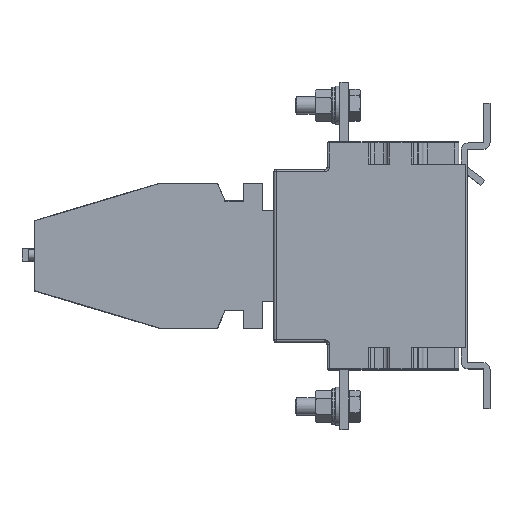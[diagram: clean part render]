
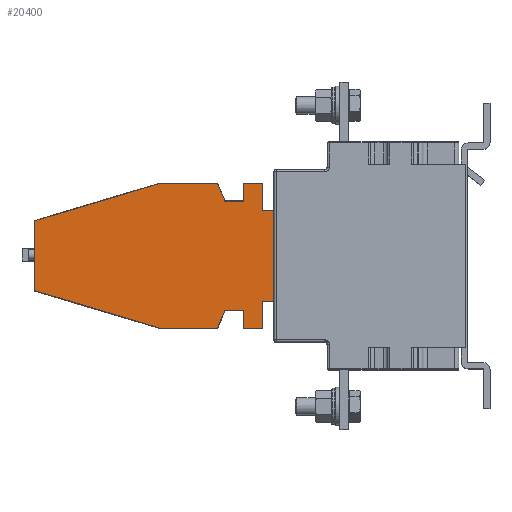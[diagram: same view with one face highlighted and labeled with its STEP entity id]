
A CAD part, top view. The second image highlights one B-rep face of the part: STEP entity #20400.
In plain terms, the highlighted planar face has unit normal (0, 0, 1).
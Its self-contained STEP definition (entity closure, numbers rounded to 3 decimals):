
#1052 = ORIENTED_EDGE ( 'NONE', *, *, #26848, .F. ) ;
#1826 = ORIENTED_EDGE ( 'NONE', *, *, #44748, .F. ) ;
#2006 = LINE ( 'NONE', #33494, #42294 ) ;
#2437 = VERTEX_POINT ( 'NONE', #14797 ) ;
#2600 = VECTOR ( 'NONE', #21278, 1000. ) ;
#3053 = EDGE_CURVE ( 'NONE', #46472, #7519, #13904, .T. ) ;
#3871 = ORIENTED_EDGE ( 'NONE', *, *, #17017, .F. ) ;
#4202 = ORIENTED_EDGE ( 'NONE', *, *, #29857, .F. ) ;
#4888 = DIRECTION ( 'NONE',  ( -1., 0., 0. ) ) ;
#6604 = VECTOR ( 'NONE', #44286, 1000. ) ;
#6834 = CARTESIAN_POINT ( 'NONE',  ( -90.1, -32.2, 67. ) ) ;
#6970 = DIRECTION ( 'NONE',  ( 0., 1., 0. ) ) ;
#7163 = CARTESIAN_POINT ( 'NONE',  ( -95.6, -87.6, 67. ) ) ;
#7192 = CARTESIAN_POINT ( 'NONE',  ( -104.4, -107.2, 67. ) ) ;
#7480 = VERTEX_POINT ( 'NONE', #6834 ) ;
#7519 = VERTEX_POINT ( 'NONE', #9156 ) ;
#7898 = VECTOR ( 'NONE', #12746, 1000. ) ;
#8275 = CARTESIAN_POINT ( 'NONE',  ( -104.5, -79.3, 67. ) ) ;
#9013 = CARTESIAN_POINT ( 'NONE',  ( -116.566, -19.6, 67. ) ) ;
#9039 = VERTEX_POINT ( 'NONE', #27394 ) ;
#9156 = CARTESIAN_POINT ( 'NONE',  ( -104.4, -87.6, 67. ) ) ;
#9299 = EDGE_CURVE ( 'NONE', #11806, #29876, #25339, .T. ) ;
#9715 = VERTEX_POINT ( 'NONE', #9013 ) ;
#11506 = ORIENTED_EDGE ( 'NONE', *, *, #23150, .F. ) ;
#11601 = ORIENTED_EDGE ( 'NONE', *, *, #29156, .F. ) ;
#11691 = LINE ( 'NONE', #43770, #23572 ) ;
#11806 = VERTEX_POINT ( 'NONE', #31348 ) ;
#12359 = VECTOR ( 'NONE', #14810, 1000. ) ;
#12746 = DIRECTION ( 'NONE',  ( 0., 1., 0. ) ) ;
#12877 = CARTESIAN_POINT ( 'NONE',  ( -104.4, -107.2, 67. ) ) ;
#13208 = LINE ( 'NONE', #14893, #42786 ) ;
#13234 = AXIS2_PLACEMENT_3D ( 'NONE', #47979, #48273, #48329 ) ;
#13310 = CARTESIAN_POINT ( 'NONE',  ( -95.6, -19.6, 67. ) ) ;
#13732 = VERTEX_POINT ( 'NONE', #50528 ) ;
#13748 = EDGE_CURVE ( 'NONE', #26929, #7480, #47806, .T. ) ;
#13851 = VERTEX_POINT ( 'NONE', #44831 ) ;
#13904 = LINE ( 'NONE', #41098, #22019 ) ;
#14034 = ORIENTED_EDGE ( 'NONE', *, *, #33870, .F. ) ;
#14118 = ORIENTED_EDGE ( 'NONE', *, *, #9299, .F. ) ;
#14317 = VECTOR ( 'NONE', #51763, 1000. ) ;
#14786 = DIRECTION ( 'NONE',  ( -0.958, 0.288, 0. ) ) ;
#14797 = CARTESIAN_POINT ( 'NONE',  ( -113.066, -79.3, 67. ) ) ;
#14810 = DIRECTION ( 'NONE',  ( -0.389, -0.921, 0. ) ) ;
#14893 = CARTESIAN_POINT ( 'NONE',  ( -143.985, -87.6, 67. ) ) ;
#14929 = CARTESIAN_POINT ( 'NONE',  ( -113.066, -79.3, 67. ) ) ;
#15028 = EDGE_CURVE ( 'NONE', #45877, #46472, #35634, .T. ) ;
#16485 = ORIENTED_EDGE ( 'NONE', *, *, #29403, .F. ) ;
#16803 = CARTESIAN_POINT ( 'NONE',  ( -95.6, -32.2, 67. ) ) ;
#17017 = EDGE_CURVE ( 'NONE', #2437, #9039, #33681, .T. ) ;
#17209 = CARTESIAN_POINT ( 'NONE',  ( -113.066, -27.9, 67. ) ) ;
#17275 = LINE ( 'NONE', #45336, #6604 ) ;
#17496 = DIRECTION ( 'NONE',  ( -1., 0., 0. ) ) ;
#17662 = CARTESIAN_POINT ( 'NONE',  ( -104.5, -75., 67. ) ) ;
#18147 = VECTOR ( 'NONE', #50492, 1000. ) ;
#18632 = CARTESIAN_POINT ( 'NONE',  ( -104.4, -27.9, 67. ) ) ;
#20301 = VERTEX_POINT ( 'NONE', #18632 ) ;
#20400 = ADVANCED_FACE ( 'NONE', ( #46239 ), #48030, .F. ) ;
#20646 = DIRECTION ( 'NONE',  ( 0.958, 0.288, 0. ) ) ;
#20890 = CARTESIAN_POINT ( 'NONE',  ( -202.4, -37.174, 67. ) ) ;
#20892 = LINE ( 'NONE', #8275, #31523 ) ;
#21278 = DIRECTION ( 'NONE',  ( 0., 1., 0. ) ) ;
#21343 = CARTESIAN_POINT ( 'NONE',  ( -202.4, -107.2, 67. ) ) ;
#21802 = CARTESIAN_POINT ( 'NONE',  ( -90.1, -75., 67. ) ) ;
#22019 = VECTOR ( 'NONE', #40295, 1000. ) ;
#22060 = EDGE_CURVE ( 'NONE', #37066, #20301, #47326, .T. ) ;
#23150 = EDGE_CURVE ( 'NONE', #9039, #13732, #44134, .T. ) ;
#23572 = VECTOR ( 'NONE', #42305, 1000. ) ;
#23595 = EDGE_CURVE ( 'NONE', #30463, #45877, #50382, .T. ) ;
#23743 = EDGE_CURVE ( 'NONE', #13732, #50514, #13208, .T. ) ;
#24183 = DIRECTION ( 'NONE',  ( 0., 1., 0. ) ) ;
#24351 = ORIENTED_EDGE ( 'NONE', *, *, #36904, .T. ) ;
#24542 = EDGE_LOOP ( 'NONE', ( #27186, #30652, #4202, #14118, #16485, #47030, #11506, #3871, #43742, #1826, #45205, #38437, #26975, #24351, #27553, #1052, #11601, #14034 ) ) ;
#25339 = LINE ( 'NONE', #20890, #46876 ) ;
#25831 = VECTOR ( 'NONE', #27391, 1000. ) ;
#26026 = CARTESIAN_POINT ( 'NONE',  ( -90.1, -107.2, 67. ) ) ;
#26338 = VERTEX_POINT ( 'NONE', #13310 ) ;
#26379 = VECTOR ( 'NONE', #39773, 1000. ) ;
#26737 = LINE ( 'NONE', #7192, #36190 ) ;
#26848 = EDGE_CURVE ( 'NONE', #26338, #26929, #11691, .T. ) ;
#26877 = LINE ( 'NONE', #26026, #47158 ) ;
#26929 = VERTEX_POINT ( 'NONE', #16803 ) ;
#26975 = ORIENTED_EDGE ( 'NONE', *, *, #23595, .F. ) ;
#27186 = ORIENTED_EDGE ( 'NONE', *, *, #22060, .F. ) ;
#27391 = DIRECTION ( 'NONE',  ( 1., 0., 0. ) ) ;
#27394 = CARTESIAN_POINT ( 'NONE',  ( -116.566, -87.6, 67. ) ) ;
#27540 = VECTOR ( 'NONE', #17496, 1000. ) ;
#27553 = ORIENTED_EDGE ( 'NONE', *, *, #13748, .F. ) ;
#27736 = DIRECTION ( 'NONE',  ( -1., 0., 0. ) ) ;
#28024 = EDGE_CURVE ( 'NONE', #9715, #37066, #17275, .T. ) ;
#28344 = CARTESIAN_POINT ( 'NONE',  ( -104.5, -27.9, 67. ) ) ;
#29152 = CARTESIAN_POINT ( 'NONE',  ( -104.5, -87.6, 67. ) ) ;
#29156 = EDGE_CURVE ( 'NONE', #30910, #26338, #2006, .T. ) ;
#29403 = EDGE_CURVE ( 'NONE', #50514, #11806, #34622, .T. ) ;
#29857 = EDGE_CURVE ( 'NONE', #29876, #9715, #37104, .T. ) ;
#29876 = VERTEX_POINT ( 'NONE', #36952 ) ;
#30463 = VERTEX_POINT ( 'NONE', #21802 ) ;
#30652 = ORIENTED_EDGE ( 'NONE', *, *, #28024, .F. ) ;
#30910 = VERTEX_POINT ( 'NONE', #47652 ) ;
#31348 = CARTESIAN_POINT ( 'NONE',  ( -202.4, -37.174, 67. ) ) ;
#31523 = VECTOR ( 'NONE', #4888, 1000. ) ;
#32934 = DIRECTION ( 'NONE',  ( 1., 0., 0. ) ) ;
#33494 = CARTESIAN_POINT ( 'NONE',  ( -104.5, -19.6, 67. ) ) ;
#33681 = LINE ( 'NONE', #14929, #12359 ) ;
#33870 = EDGE_CURVE ( 'NONE', #20301, #30910, #26737, .T. ) ;
#34622 = LINE ( 'NONE', #21343, #2600 ) ;
#35070 = CARTESIAN_POINT ( 'NONE',  ( -202.4, -70.026, 67. ) ) ;
#35634 = LINE ( 'NONE', #51531, #14317 ) ;
#36190 = VECTOR ( 'NONE', #6970, 1000. ) ;
#36464 = EDGE_CURVE ( 'NONE', #13851, #2437, #20892, .T. ) ;
#36904 = EDGE_CURVE ( 'NONE', #30463, #7480, #26877, .T. ) ;
#36952 = CARTESIAN_POINT ( 'NONE',  ( -143.985, -19.6, 67. ) ) ;
#37066 = VERTEX_POINT ( 'NONE', #17209 ) ;
#37104 = LINE ( 'NONE', #40324, #26379 ) ;
#38437 = ORIENTED_EDGE ( 'NONE', *, *, #15028, .F. ) ;
#39773 = DIRECTION ( 'NONE',  ( 1., 0., 0. ) ) ;
#40295 = DIRECTION ( 'NONE',  ( -1., 0., 0. ) ) ;
#40324 = CARTESIAN_POINT ( 'NONE',  ( -104.5, -19.6, 67. ) ) ;
#40821 = CARTESIAN_POINT ( 'NONE',  ( -95.6, -75., 67. ) ) ;
#41098 = CARTESIAN_POINT ( 'NONE',  ( -104.5, -87.6, 67. ) ) ;
#42294 = VECTOR ( 'NONE', #32934, 1000. ) ;
#42305 = DIRECTION ( 'NONE',  ( 0., -1., 0. ) ) ;
#42786 = VECTOR ( 'NONE', #14786, 1000. ) ;
#43742 = ORIENTED_EDGE ( 'NONE', *, *, #36464, .F. ) ;
#43770 = CARTESIAN_POINT ( 'NONE',  ( -95.6, -107.2, 67. ) ) ;
#44134 = LINE ( 'NONE', #29152, #52274 ) ;
#44286 = DIRECTION ( 'NONE',  ( 0.389, -0.921, 0. ) ) ;
#44748 = EDGE_CURVE ( 'NONE', #7519, #13851, #50790, .T. ) ;
#44831 = CARTESIAN_POINT ( 'NONE',  ( -104.4, -79.3, 67. ) ) ;
#45205 = ORIENTED_EDGE ( 'NONE', *, *, #3053, .F. ) ;
#45336 = CARTESIAN_POINT ( 'NONE',  ( -116.566, -19.6, 67. ) ) ;
#45877 = VERTEX_POINT ( 'NONE', #40821 ) ;
#46239 = FACE_OUTER_BOUND ( 'NONE', #24542, .T. ) ;
#46472 = VERTEX_POINT ( 'NONE', #7163 ) ;
#46876 = VECTOR ( 'NONE', #20646, 1000. ) ;
#47030 = ORIENTED_EDGE ( 'NONE', *, *, #23743, .F. ) ;
#47158 = VECTOR ( 'NONE', #24183, 1000. ) ;
#47326 = LINE ( 'NONE', #28344, #25831 ) ;
#47652 = CARTESIAN_POINT ( 'NONE',  ( -104.4, -19.6, 67. ) ) ;
#47680 = CARTESIAN_POINT ( 'NONE',  ( -104.5, -32.2, 67. ) ) ;
#47806 = LINE ( 'NONE', #47680, #18147 ) ;
#47979 = CARTESIAN_POINT ( 'NONE',  ( -104.5, -107.2, 67. ) ) ;
#48030 = PLANE ( 'NONE',  #13234 ) ;
#48273 = DIRECTION ( 'NONE',  ( 0., 0., -1. ) ) ;
#48329 = DIRECTION ( 'NONE',  ( -1., 0., 0. ) ) ;
#50382 = LINE ( 'NONE', #17662, #27540 ) ;
#50492 = DIRECTION ( 'NONE',  ( 1., 0., 0. ) ) ;
#50514 = VERTEX_POINT ( 'NONE', #35070 ) ;
#50528 = CARTESIAN_POINT ( 'NONE',  ( -143.985, -87.6, 67. ) ) ;
#50790 = LINE ( 'NONE', #12877, #7898 ) ;
#51531 = CARTESIAN_POINT ( 'NONE',  ( -95.6, -107.2, 67. ) ) ;
#51763 = DIRECTION ( 'NONE',  ( 0., -1., 0. ) ) ;
#52274 = VECTOR ( 'NONE', #27736, 1000. ) ;
